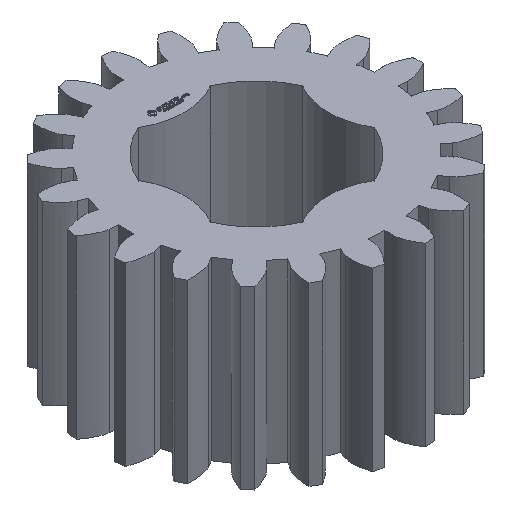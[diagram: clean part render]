
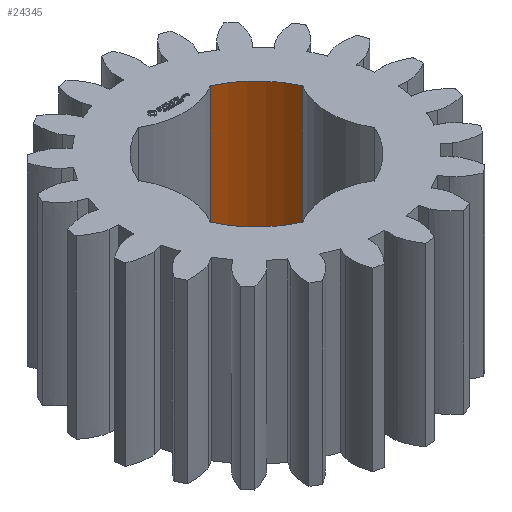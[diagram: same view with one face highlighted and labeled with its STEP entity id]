
A CAD part, isometric view. The second image highlights one B-rep face of the part: STEP entity #24345.
In plain terms, the highlighted cylindrical face has radius 6.35 mm (diameter 12.7 mm), a partial arc.
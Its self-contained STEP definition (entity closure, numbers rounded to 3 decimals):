
#93 = PLANE('',#94);
#94 = AXIS2_PLACEMENT_3D('',#95,#96,#97);
#95 = CARTESIAN_POINT('',(0.,0.,12.5));
#96 = DIRECTION('',(0.,0.,1.));
#97 = DIRECTION('',(1.,0.,0.));
#168 = PLANE('',#169);
#169 = AXIS2_PLACEMENT_3D('',#170,#171,#172);
#170 = CARTESIAN_POINT('',(0.,0.,0.));
#171 = DIRECTION('',(0.,0.,1.));
#172 = DIRECTION('',(1.,0.,0.));
#6236 = VERTEX_POINT('',#6237);
#6237 = CARTESIAN_POINT('',(2.55,5.816,0.));
#6252 = CYLINDRICAL_SURFACE('',#6253,4.9);
#6253 = AXIS2_PLACEMENT_3D('',#6254,#6255,#6256);
#6254 = CARTESIAN_POINT('',(0.,10.,0.));
#6255 = DIRECTION('',(0.,-0.,-1.));
#6256 = DIRECTION('',(0.707,0.707,0.));
#6264 = EDGE_CURVE('',#6265,#6236,#6267,.T.);
#6265 = VERTEX_POINT('',#6266);
#6266 = CARTESIAN_POINT('',(5.816,2.55,0.));
#6267 = SURFACE_CURVE('',#6268,(#6273,#6280),.PCURVE_S1.);
#6268 = CIRCLE('',#6269,6.35);
#6269 = AXIS2_PLACEMENT_3D('',#6270,#6271,#6272);
#6270 = CARTESIAN_POINT('',(0.,0.,0.));
#6271 = DIRECTION('',(0.,-0.,1.));
#6272 = DIRECTION('',(0.707,0.707,0.));
#6273 = PCURVE('',#168,#6274);
#6274 = DEFINITIONAL_REPRESENTATION('',(#6275),#6279);
#6275 = CIRCLE('',#6276,6.35);
#6276 = AXIS2_PLACEMENT_2D('',#6277,#6278);
#6277 = CARTESIAN_POINT('',(0.,0.));
#6278 = DIRECTION('',(0.707,0.707));
#6279 = ( GEOMETRIC_REPRESENTATION_CONTEXT(2) 
PARAMETRIC_REPRESENTATION_CONTEXT() REPRESENTATION_CONTEXT('2D SPACE',''
  ) );
#6280 = PCURVE('',#6281,#6286);
#6281 = CYLINDRICAL_SURFACE('',#6282,6.35);
#6282 = AXIS2_PLACEMENT_3D('',#6283,#6284,#6285);
#6283 = CARTESIAN_POINT('',(0.,0.,0.));
#6284 = DIRECTION('',(0.,-0.,-1.));
#6285 = DIRECTION('',(0.707,0.707,0.));
#6286 = DEFINITIONAL_REPRESENTATION('',(#6287),#6291);
#6287 = LINE('',#6288,#6289);
#6288 = CARTESIAN_POINT('',(-0.,0.));
#6289 = VECTOR('',#6290,1.);
#6290 = DIRECTION('',(-1.,0.));
#6291 = ( GEOMETRIC_REPRESENTATION_CONTEXT(2) 
PARAMETRIC_REPRESENTATION_CONTEXT() REPRESENTATION_CONTEXT('2D SPACE',''
  ) );
#6310 = CYLINDRICAL_SURFACE('',#6311,4.9);
#6311 = AXIS2_PLACEMENT_3D('',#6312,#6313,#6314);
#6312 = CARTESIAN_POINT('',(10.,0.,0.));
#6313 = DIRECTION('',(0.,-0.,-1.));
#6314 = DIRECTION('',(0.707,0.707,0.));
#10658 = VERTEX_POINT('',#10659);
#10659 = CARTESIAN_POINT('',(2.55,5.816,12.5));
#10681 = EDGE_CURVE('',#10682,#10658,#10684,.T.);
#10682 = VERTEX_POINT('',#10683);
#10683 = CARTESIAN_POINT('',(5.816,2.55,12.5));
#10684 = SURFACE_CURVE('',#10685,(#10690,#10697),.PCURVE_S1.);
#10685 = CIRCLE('',#10686,6.35);
#10686 = AXIS2_PLACEMENT_3D('',#10687,#10688,#10689);
#10687 = CARTESIAN_POINT('',(0.,0.,12.5)
  );
#10688 = DIRECTION('',(0.,-0.,1.));
#10689 = DIRECTION('',(0.707,0.707,0.));
#10690 = PCURVE('',#93,#10691);
#10691 = DEFINITIONAL_REPRESENTATION('',(#10692),#10696);
#10692 = CIRCLE('',#10693,6.35);
#10693 = AXIS2_PLACEMENT_2D('',#10694,#10695);
#10694 = CARTESIAN_POINT('',(0.,0.));
#10695 = DIRECTION('',(0.707,0.707));
#10696 = ( GEOMETRIC_REPRESENTATION_CONTEXT(2) 
PARAMETRIC_REPRESENTATION_CONTEXT() REPRESENTATION_CONTEXT('2D SPACE',''
  ) );
#10697 = PCURVE('',#6281,#10698);
#10698 = DEFINITIONAL_REPRESENTATION('',(#10699),#10703);
#10699 = LINE('',#10700,#10701);
#10700 = CARTESIAN_POINT('',(-0.,-12.5));
#10701 = VECTOR('',#10702,1.);
#10702 = DIRECTION('',(-1.,0.));
#10703 = ( GEOMETRIC_REPRESENTATION_CONTEXT(2) 
PARAMETRIC_REPRESENTATION_CONTEXT() REPRESENTATION_CONTEXT('2D SPACE',''
  ) );
#24322 = EDGE_CURVE('',#6265,#10682,#24323,.T.);
#24323 = SURFACE_CURVE('',#24324,(#24328,#24335),.PCURVE_S1.);
#24324 = LINE('',#24325,#24326);
#24325 = CARTESIAN_POINT('',(5.816,2.55,0.));
#24326 = VECTOR('',#24327,1.);
#24327 = DIRECTION('',(0.,0.,1.));
#24328 = PCURVE('',#6310,#24329);
#24329 = DEFINITIONAL_REPRESENTATION('',(#24330),#24334);
#24330 = LINE('',#24331,#24332);
#24331 = CARTESIAN_POINT('',(-1.809,0.));
#24332 = VECTOR('',#24333,1.);
#24333 = DIRECTION('',(-0.,-1.));
#24334 = ( GEOMETRIC_REPRESENTATION_CONTEXT(2) 
PARAMETRIC_REPRESENTATION_CONTEXT() REPRESENTATION_CONTEXT('2D SPACE',''
  ) );
#24335 = PCURVE('',#6281,#24336);
#24336 = DEFINITIONAL_REPRESENTATION('',(#24337),#24341);
#24337 = LINE('',#24338,#24339);
#24338 = CARTESIAN_POINT('',(-5.911,0.));
#24339 = VECTOR('',#24340,1.);
#24340 = DIRECTION('',(-0.,-1.));
#24341 = ( GEOMETRIC_REPRESENTATION_CONTEXT(2) 
PARAMETRIC_REPRESENTATION_CONTEXT() REPRESENTATION_CONTEXT('2D SPACE',''
  ) );
#24345 = ADVANCED_FACE('',(#24346),#6281,.F.);
#24346 = FACE_BOUND('',#24347,.T.);
#24347 = EDGE_LOOP('',(#24348,#24349,#24350,#24371));
#24348 = ORIENTED_EDGE('',*,*,#24322,.T.);
#24349 = ORIENTED_EDGE('',*,*,#10681,.T.);
#24350 = ORIENTED_EDGE('',*,*,#24351,.F.);
#24351 = EDGE_CURVE('',#6236,#10658,#24352,.T.);
#24352 = SURFACE_CURVE('',#24353,(#24357,#24364),.PCURVE_S1.);
#24353 = LINE('',#24354,#24355);
#24354 = CARTESIAN_POINT('',(2.55,5.816,0.));
#24355 = VECTOR('',#24356,1.);
#24356 = DIRECTION('',(0.,0.,1.));
#24357 = PCURVE('',#6281,#24358);
#24358 = DEFINITIONAL_REPRESENTATION('',(#24359),#24363);
#24359 = LINE('',#24360,#24361);
#24360 = CARTESIAN_POINT('',(-6.655,0.));
#24361 = VECTOR('',#24362,1.);
#24362 = DIRECTION('',(-0.,-1.));
#24363 = ( GEOMETRIC_REPRESENTATION_CONTEXT(2) 
PARAMETRIC_REPRESENTATION_CONTEXT() REPRESENTATION_CONTEXT('2D SPACE',''
  ) );
#24364 = PCURVE('',#6252,#24365);
#24365 = DEFINITIONAL_REPRESENTATION('',(#24366),#24370);
#24366 = LINE('',#24367,#24368);
#24367 = CARTESIAN_POINT('',(-4.474,0.));
#24368 = VECTOR('',#24369,1.);
#24369 = DIRECTION('',(-0.,-1.));
#24370 = ( GEOMETRIC_REPRESENTATION_CONTEXT(2) 
PARAMETRIC_REPRESENTATION_CONTEXT() REPRESENTATION_CONTEXT('2D SPACE',''
  ) );
#24371 = ORIENTED_EDGE('',*,*,#6264,.F.);
